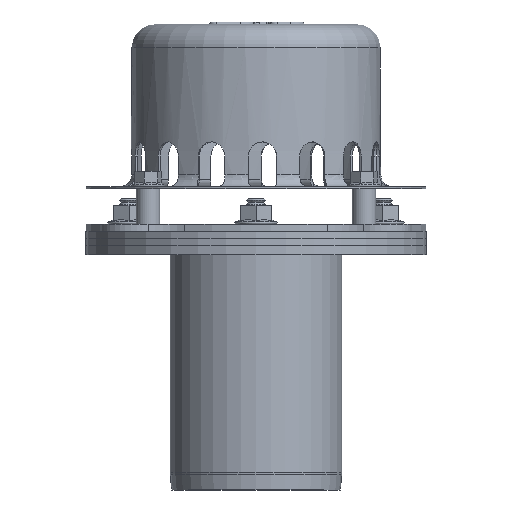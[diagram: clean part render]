
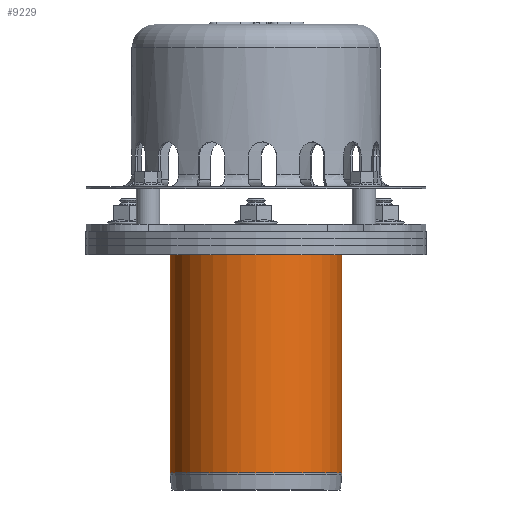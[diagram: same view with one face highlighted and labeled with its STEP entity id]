
A CAD part, front view. The second image highlights one B-rep face of the part: STEP entity #9229.
In plain terms, the highlighted cylindrical face has radius 365 mm (diameter 730 mm), a full revolution.
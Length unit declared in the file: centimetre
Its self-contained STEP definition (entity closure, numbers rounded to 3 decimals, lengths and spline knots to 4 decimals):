
#199=CYLINDRICAL_SURFACE('',#10166,36.5);
#726=LINE('',#15358,#1178);
#1178=VECTOR('',#12245,36.5);
#2331=FACE_OUTER_BOUND('',#2929,.T.);
#2929=EDGE_LOOP('',(#7518,#7519,#7520,#7521,#7522));
#3474=CIRCLE('',#10148,36.5);
#3475=CIRCLE('',#10149,36.5);
#3485=CIRCLE('',#10165,36.5);
#4091=VERTEX_POINT('',#15324);
#4092=VERTEX_POINT('',#15326);
#4100=VERTEX_POINT('',#15355);
#5307=EDGE_CURVE('',#4091,#4092,#3474,.T.);
#5308=EDGE_CURVE('',#4092,#4091,#3475,.T.);
#5322=EDGE_CURVE('',#4100,#4100,#3485,.T.);
#5323=EDGE_CURVE('',#4092,#4100,#726,.T.);
#7518=ORIENTED_EDGE('',*,*,#5307,.F.);
#7519=ORIENTED_EDGE('',*,*,#5308,.F.);
#7520=ORIENTED_EDGE('',*,*,#5323,.T.);
#7521=ORIENTED_EDGE('',*,*,#5322,.T.);
#7522=ORIENTED_EDGE('',*,*,#5323,.F.);
#9229=ADVANCED_FACE('',(#2331),#199,.T.);
#10148=AXIS2_PLACEMENT_3D('',#15327,#12203,#12204);
#10149=AXIS2_PLACEMENT_3D('',#15328,#12205,#12206);
#10165=AXIS2_PLACEMENT_3D('',#15356,#12241,#12242);
#10166=AXIS2_PLACEMENT_3D('',#15357,#12243,#12244);
#12203=DIRECTION('center_axis',(0.,0.,-1.));
#12204=DIRECTION('ref_axis',(1.,0.,0.));
#12205=DIRECTION('center_axis',(0.,0.,-1.));
#12206=DIRECTION('ref_axis',(1.,0.,0.));
#12241=DIRECTION('center_axis',(0.,0.,-1.));
#12242=DIRECTION('ref_axis',(1.,0.,0.));
#12243=DIRECTION('center_axis',(0.,0.,-1.));
#12244=DIRECTION('ref_axis',(-1.,0.,0.));
#12245=DIRECTION('',(0.,0.,1.));
#15324=CARTESIAN_POINT('',(667.8647,391.9055,-54.642));
#15326=CARTESIAN_POINT('',(704.3647,428.4055,-54.642));
#15327=CARTESIAN_POINT('Origin',(667.8647,428.4055,-54.642));
#15328=CARTESIAN_POINT('Origin',(667.8647,428.4055,-54.642));
#15355=CARTESIAN_POINT('',(704.3647,428.4055,38.));
#15356=CARTESIAN_POINT('Origin',(667.8647,428.4055,38.));
#15357=CARTESIAN_POINT('Origin',(667.8647,428.4055,-8.321));
#15358=CARTESIAN_POINT('',(704.3647,428.4055,-8.321));
